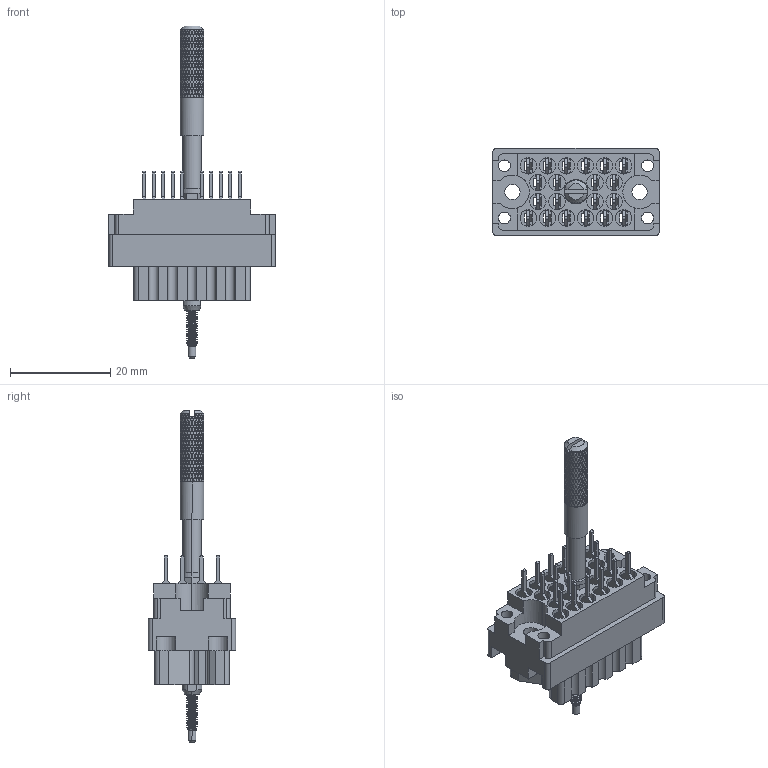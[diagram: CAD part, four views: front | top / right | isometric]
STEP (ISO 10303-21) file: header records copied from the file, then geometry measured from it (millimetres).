
FILE_DESCRIPTION (( 'STEP AP203' ), '1' );
FILE_NAME ('516-020-520-405.STEP', '2020-03-04T19:19:26', ( '' ), ( '' ), 'SwSTEP 2.0', 'SolidWorks 2016', '' );
FILE_SCHEMA (( 'CONFIG_CONTROL_DESIGN' ));
Length unit declared in the file: inch
Products named in the file (9): 516-252-022-102; 516-020-520-405; Actuating Screw Assy 020; 516-250-020-111; 516-292-001_520 Contact; 516-251-025-100; 516 Part Receptacle_020; 516-250-021-102; 516-253-025-100
Assembly tree (27 placements, depth 3):
  516-020-520-405
    516 Part Receptacle_020
    516-292-001_520 Contact  x20
    Actuating Screw Assy 020
      516-251-025-100
      516-250-021-102
      516-250-020-111
      516-253-025-100
      516-252-022-102
Bounding box: 33.32 x 17.42 x 66.29 mm (x, y, z)
Volume: 6447.6 mm3; surface area: 12859.1 mm2
Topology: 26 solids, 26 shells, 4728 faces, 11510 edges, 6848 vertices
Faces by surface type: bspline 2142, plane 1331, cylinder 1235, cone 20
Entity records: 182273 total; most frequent: CARTESIAN_POINT 129269, ORIENTED_EDGE 15116, EDGE_CURVE 7558, DIRECTION 5598, VERTEX_POINT 4226, EDGE_LOOP 3438, ADVANCED_FACE 3360, FACE_OUTER_BOUND 3360
